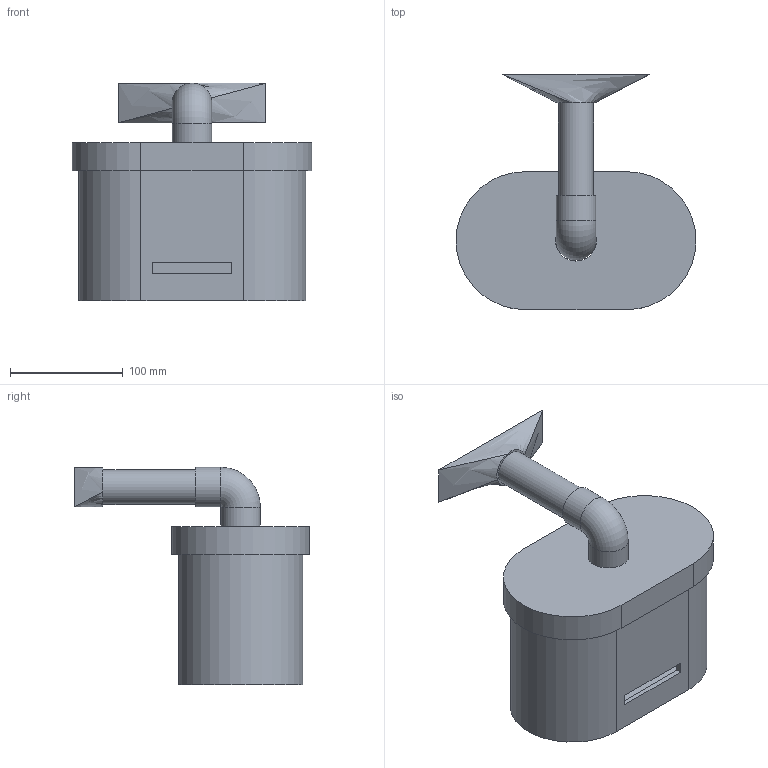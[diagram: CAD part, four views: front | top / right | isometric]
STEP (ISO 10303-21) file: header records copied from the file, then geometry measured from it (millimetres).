
FILE_DESCRIPTION(/* description */ ('STEP AP242','CAx-IF Rec.Pracs.---Representation and Presentation of Product Manufacturing Information (PMI)---4.0---2014-10-13','CAx-IF Rec.Pracs.---3D Tessellated Geometry---0.4---2014-09-14','2;1'),/* implementation_level */ '2;1');
FILE_NAME(/* name */ '6681e634cffd54186b457489',/* time_stamp */ '2024-06-30T23:11:49Z',/* author */ (''),/* organization */ (''),/* preprocessor_version */ 'ST-DEVELOPER v20',/* originating_system */ ' ',/* authorisation */ ' ');
FILE_SCHEMA (('AP242_MANAGED_MODEL_BASED_3D_ENGINEERING_MIM_LF { 1 0 10303 442 1 1 4 }'));
Length unit declared in the file: metre
Products named in the file (6): Assembly 2; Part 1
Assembly tree (5 placements, depth 2):
  Assembly 2
    Part 1
    Part 1
    Part 1
    Part 1
    Part 1
Bounding box: 212.36 x 208.15 x 192.5 mm (x, y, z)
Volume: 615249.1 mm3; surface area: 287463.2 mm2
Topology: 5 solids, 5 shells, 55 faces, 126 edges, 83 vertices
Faces by surface type: plane 26, cylinder 17, bspline 10, torus 2
Full cylindrical faces by diameter (mm): 25 x1, 31 x4, 35 x2, 36 x1, 37.7 x1
Entity records: 2303 total; most frequent: CARTESIAN_POINT 981, DIRECTION 232, ORIENTED_EDGE 226, EDGE_CURVE 113, AXIS2_PLACEMENT_3D 90, VERTEX_POINT 81, EDGE_LOOP 80, FACE_BOUND 80
